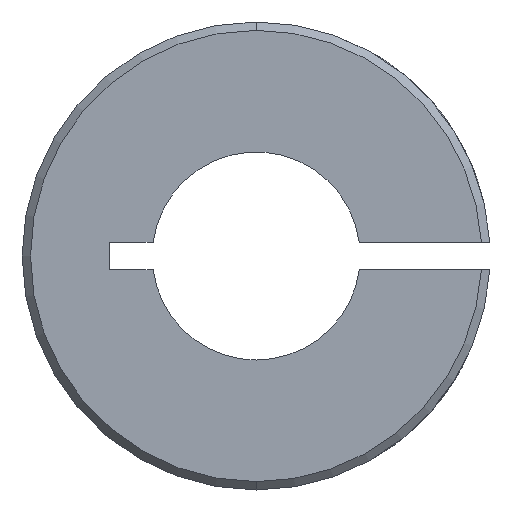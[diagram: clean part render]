
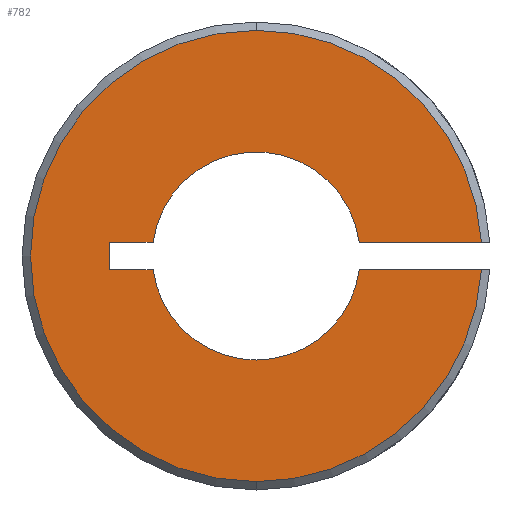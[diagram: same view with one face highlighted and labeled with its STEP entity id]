
A CAD part, front view. The second image highlights one B-rep face of the part: STEP entity #782.
In plain terms, the highlighted planar face has unit normal (0, -1, 0).
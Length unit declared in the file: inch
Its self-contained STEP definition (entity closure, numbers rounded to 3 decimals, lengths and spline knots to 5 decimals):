
#8 = CARTESIAN_POINT ( 'NONE',  ( 0.24788, 0., 0.0325 ) ) ;
#19 = CARTESIAN_POINT ( 'NONE',  ( 0., 0., 0. ) ) ;
#31 = CIRCLE ( 'NONE', #255, 0.25 ) ;
#35 = VERTEX_POINT ( 'NONE', #8 ) ;
#43 = VERTEX_POINT ( 'NONE', #740 ) ;
#51 = CARTESIAN_POINT ( 'NONE',  ( -0.3525, 0., -0.0325 ) ) ;
#62 = LINE ( 'NONE', #1028, #264 ) ;
#66 = CARTESIAN_POINT ( 'NONE',  ( 0., 0., 0.5425 ) ) ;
#75 = CARTESIAN_POINT ( 'NONE',  ( 0.24788, 0., -0.0325 ) ) ;
#76 = DIRECTION ( 'NONE',  ( 0., 0., 1. ) ) ;
#98 = DIRECTION ( 'NONE',  ( 0., 0., 1. ) ) ;
#169 = DIRECTION ( 'NONE',  ( -1., 0., 0. ) ) ;
#175 = CARTESIAN_POINT ( 'NONE',  ( 0., 0., 0. ) ) ;
#188 = VERTEX_POINT ( 'NONE', #581 ) ;
#219 = ORIENTED_EDGE ( 'NONE', *, *, #585, .T. ) ;
#220 = CARTESIAN_POINT ( 'NONE',  ( 0.54153, 0., 0.0325 ) ) ;
#238 = AXIS2_PLACEMENT_3D ( 'NONE', #19, #617, #98 ) ;
#251 = DIRECTION ( 'NONE',  ( 0., -1., 0. ) ) ;
#255 = AXIS2_PLACEMENT_3D ( 'NONE', #923, #443, #988 ) ;
#257 = DIRECTION ( 'NONE',  ( 0., 0., 1. ) ) ;
#260 = AXIS2_PLACEMENT_3D ( 'NONE', #766, #251, #844 ) ;
#264 = VECTOR ( 'NONE', #76, 39.37008 ) ;
#272 = AXIS2_PLACEMENT_3D ( 'NONE', #175, #769, #257 ) ;
#275 = VERTEX_POINT ( 'NONE', #654 ) ;
#282 = ORIENTED_EDGE ( 'NONE', *, *, #701, .T. ) ;
#290 = LINE ( 'NONE', #899, #892 ) ;
#291 = LINE ( 'NONE', #419, #509 ) ;
#298 = VERTEX_POINT ( 'NONE', #220 ) ;
#302 = AXIS2_PLACEMENT_3D ( 'NONE', #853, #351, #913 ) ;
#321 = CARTESIAN_POINT ( 'NONE',  ( -0.24788, 0., -0.0325 ) ) ;
#335 = CARTESIAN_POINT ( 'NONE',  ( -0.3525, 0., -0.0325 ) ) ;
#337 = AXIS2_PLACEMENT_3D ( 'NONE', #409, #956, #485 ) ;
#340 = AXIS2_PLACEMENT_3D ( 'NONE', #949, #478, #1012 ) ;
#351 = DIRECTION ( 'NONE',  ( 0., 1., 0. ) ) ;
#409 = CARTESIAN_POINT ( 'NONE',  ( 0., 0., 0. ) ) ;
#419 = CARTESIAN_POINT ( 'NONE',  ( -0.3525, 0., -0.0325 ) ) ;
#443 = DIRECTION ( 'NONE',  ( 0., 1., 0. ) ) ;
#463 = VERTEX_POINT ( 'NONE', #321 ) ;
#478 = DIRECTION ( 'NONE',  ( 0., -1., 0. ) ) ;
#485 = DIRECTION ( 'NONE',  ( 0., 0., 1. ) ) ;
#487 = FACE_OUTER_BOUND ( 'NONE', #576, .T. ) ;
#491 = ORIENTED_EDGE ( 'NONE', *, *, #568, .T. ) ;
#505 = ORIENTED_EDGE ( 'NONE', *, *, #752, .T. ) ;
#509 = VECTOR ( 'NONE', #896, 39.37008 ) ;
#568 = EDGE_CURVE ( 'NONE', #801, #726, #991, .T. ) ;
#576 = EDGE_LOOP ( 'NONE', ( #856, #505, #219, #491, #847, #641, #282, #857, #791, #721, #898 ) ) ;
#581 = CARTESIAN_POINT ( 'NONE',  ( -0.24788, 0., 0.0325 ) ) ;
#585 = EDGE_CURVE ( 'NONE', #711, #801, #861, .T. ) ;
#595 = VERTEX_POINT ( 'NONE', #75 ) ;
#617 = DIRECTION ( 'NONE',  ( 0., 1., 0. ) ) ;
#641 = ORIENTED_EDGE ( 'NONE', *, *, #656, .T. ) ;
#654 = CARTESIAN_POINT ( 'NONE',  ( 0., 0., -0.25 ) ) ;
#656 = EDGE_CURVE ( 'NONE', #595, #275, #995, .T. ) ;
#673 = CARTESIAN_POINT ( 'NONE',  ( 0.54153, 0., -0.0325 ) ) ;
#674 = LINE ( 'NONE', #842, #1026 ) ;
#679 = DIRECTION ( 'NONE',  ( 1., 0., 0. ) ) ;
#701 = EDGE_CURVE ( 'NONE', #275, #463, #759, .T. ) ;
#711 = VERTEX_POINT ( 'NONE', #66 ) ;
#718 = VECTOR ( 'NONE', #169, 39.37008 ) ;
#721 = ORIENTED_EDGE ( 'NONE', *, *, #770, .T. ) ;
#726 = VERTEX_POINT ( 'NONE', #673 ) ;
#740 = CARTESIAN_POINT ( 'NONE',  ( -0.3525, 0., 0.0325 ) ) ;
#743 = EDGE_CURVE ( 'NONE', #35, #298, #674, .T. ) ;
#752 = EDGE_CURVE ( 'NONE', #298, #711, #911, .T. ) ;
#757 = EDGE_CURVE ( 'NONE', #726, #595, #291, .T. ) ;
#759 = CIRCLE ( 'NONE', #272, 0.25 ) ;
#764 = EDGE_CURVE ( 'NONE', #463, #840, #909, .T. ) ;
#765 = EDGE_CURVE ( 'NONE', #840, #43, #62, .T. ) ;
#766 = CARTESIAN_POINT ( 'NONE',  ( 0., 0., 0. ) ) ;
#769 = DIRECTION ( 'NONE',  ( 0., 1., 0. ) ) ;
#770 = EDGE_CURVE ( 'NONE', #43, #188, #290, .T. ) ;
#771 = EDGE_CURVE ( 'NONE', #188, #35, #31, .T. ) ;
#782 = ADVANCED_FACE ( 'NONE', ( #487 ), #983, .F. ) ;
#791 = ORIENTED_EDGE ( 'NONE', *, *, #765, .T. ) ;
#801 = VERTEX_POINT ( 'NONE', #859 ) ;
#840 = VERTEX_POINT ( 'NONE', #51 ) ;
#842 = CARTESIAN_POINT ( 'NONE',  ( 0.61646, 0., 0.0325 ) ) ;
#844 = DIRECTION ( 'NONE',  ( 0., 0., 1. ) ) ;
#847 = ORIENTED_EDGE ( 'NONE', *, *, #757, .T. ) ;
#853 = CARTESIAN_POINT ( 'NONE',  ( 0., 0., 0. ) ) ;
#856 = ORIENTED_EDGE ( 'NONE', *, *, #743, .T. ) ;
#857 = ORIENTED_EDGE ( 'NONE', *, *, #764, .T. ) ;
#859 = CARTESIAN_POINT ( 'NONE',  ( 0., 0., -0.5425 ) ) ;
#861 = CIRCLE ( 'NONE', #337, 0.5425 ) ;
#892 = VECTOR ( 'NONE', #679, 39.37008 ) ;
#896 = DIRECTION ( 'NONE',  ( -1., 0., 0. ) ) ;
#898 = ORIENTED_EDGE ( 'NONE', *, *, #771, .T. ) ;
#899 = CARTESIAN_POINT ( 'NONE',  ( 0.61646, 0., 0.0325 ) ) ;
#909 = LINE ( 'NONE', #335, #718 ) ;
#911 = CIRCLE ( 'NONE', #260, 0.5425 ) ;
#913 = DIRECTION ( 'NONE',  ( 0., 0., 1. ) ) ;
#923 = CARTESIAN_POINT ( 'NONE',  ( 0., 0., 0. ) ) ;
#949 = CARTESIAN_POINT ( 'NONE',  ( 0., 0., 0. ) ) ;
#956 = DIRECTION ( 'NONE',  ( 0., -1., 0. ) ) ;
#966 = DIRECTION ( 'NONE',  ( 1., 0., 0. ) ) ;
#983 = PLANE ( 'NONE',  #238 ) ;
#988 = DIRECTION ( 'NONE',  ( 0., 0., 1. ) ) ;
#991 = CIRCLE ( 'NONE', #340, 0.5425 ) ;
#995 = CIRCLE ( 'NONE', #302, 0.25 ) ;
#1012 = DIRECTION ( 'NONE',  ( 0., 0., 1. ) ) ;
#1026 = VECTOR ( 'NONE', #966, 39.37008 ) ;
#1028 = CARTESIAN_POINT ( 'NONE',  ( -0.3525, 0., -0.0325 ) ) ;
